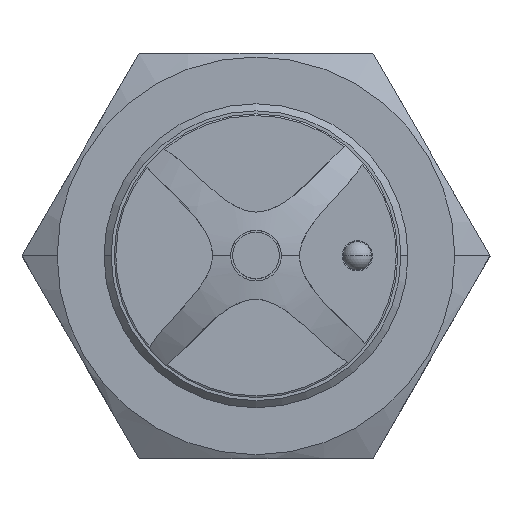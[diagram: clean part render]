
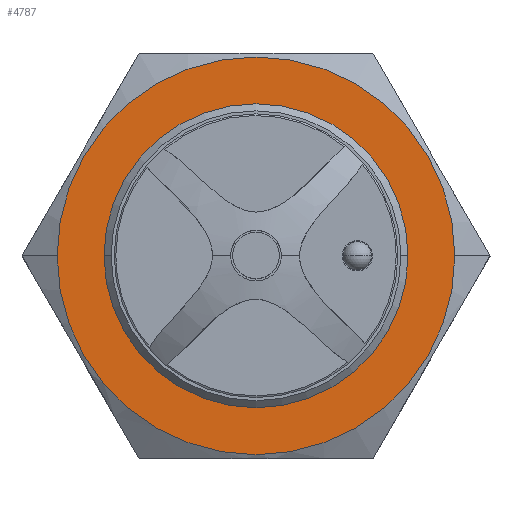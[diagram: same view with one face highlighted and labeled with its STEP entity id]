
A CAD part, top view. The second image highlights one B-rep face of the part: STEP entity #4787.
In plain terms, the highlighted planar face has unit normal (0, 0, 1).
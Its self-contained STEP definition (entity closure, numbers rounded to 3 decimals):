
#1124 = AXIS2_PLACEMENT_3D ( 'NONE', #5338, #32257, #16218 ) ;
#1490 = CARTESIAN_POINT ( 'NONE',  ( 19.625, 0., 28.362 ) ) ;
#2023 = DIRECTION ( 'NONE',  ( 0., 0., 1. ) ) ;
#2343 = EDGE_CURVE ( 'NONE', #2514, #14477, #9639, .T. ) ;
#2514 = VERTEX_POINT ( 'NONE', #1490 ) ;
#3027 = ORIENTED_EDGE ( 'NONE', *, *, #28133, .T. ) ;
#4681 = DIRECTION ( 'NONE',  ( 1., 0., 0. ) ) ;
#4787 = ADVANCED_FACE ( 'NONE', ( #25379, #18232 ), #7156, .T. ) ;
#5338 = CARTESIAN_POINT ( 'NONE',  ( 0., 0., 28.362 ) ) ;
#5812 = CARTESIAN_POINT ( 'NONE',  ( 13.706, 0., 28.362 ) ) ;
#7156 = PLANE ( 'NONE',  #21385 ) ;
#8505 = CIRCLE ( 'NONE', #1124, 13.706 ) ;
#8667 = VERTEX_POINT ( 'NONE', #25102 ) ;
#9112 = AXIS2_PLACEMENT_3D ( 'NONE', #13146, #26960, #10928 ) ;
#9124 = CARTESIAN_POINT ( 'NONE',  ( -19.625, 0., 28.362 ) ) ;
#9639 = CIRCLE ( 'NONE', #19084, 19.625 ) ;
#9863 = CARTESIAN_POINT ( 'NONE',  ( 11.547, -20., 28.362 ) ) ;
#10058 = ORIENTED_EDGE ( 'NONE', *, *, #2343, .F. ) ;
#10531 = EDGE_LOOP ( 'NONE', ( #24706, #10058 ) ) ;
#10928 = DIRECTION ( 'NONE',  ( -1., 0., 0. ) ) ;
#11688 = CARTESIAN_POINT ( 'NONE',  ( 0., 0., 28.362 ) ) ;
#13146 = CARTESIAN_POINT ( 'NONE',  ( 0., 0., 28.362 ) ) ;
#14477 = VERTEX_POINT ( 'NONE', #9124 ) ;
#16218 = DIRECTION ( 'NONE',  ( 1., 0., 0. ) ) ;
#17248 = DIRECTION ( 'NONE',  ( 1., 0., 0. ) ) ;
#18232 = FACE_OUTER_BOUND ( 'NONE', #10531, .T. ) ;
#19084 = AXIS2_PLACEMENT_3D ( 'NONE', #11688, #19137, #30393 ) ;
#19137 = DIRECTION ( 'NONE',  ( 0., 0., -1. ) ) ;
#19351 = CARTESIAN_POINT ( 'NONE',  ( 0., 0., 28.362 ) ) ;
#20143 = CIRCLE ( 'NONE', #9112, 19.625 ) ;
#21385 = AXIS2_PLACEMENT_3D ( 'NONE', #9863, #2023, #4681 ) ;
#23461 = VERTEX_POINT ( 'NONE', #5812 ) ;
#24706 = ORIENTED_EDGE ( 'NONE', *, *, #25949, .F. ) ;
#25102 = CARTESIAN_POINT ( 'NONE',  ( -13.706, 0., 28.362 ) ) ;
#25379 = FACE_BOUND ( 'NONE', #32481, .T. ) ;
#25467 = DIRECTION ( 'NONE',  ( 0., 0., -1. ) ) ;
#25949 = EDGE_CURVE ( 'NONE', #14477, #2514, #20143, .T. ) ;
#26672 = ORIENTED_EDGE ( 'NONE', *, *, #28004, .T. ) ;
#26960 = DIRECTION ( 'NONE',  ( 0., 0., -1. ) ) ;
#28004 = EDGE_CURVE ( 'NONE', #8667, #23461, #8505, .T. ) ;
#28133 = EDGE_CURVE ( 'NONE', #23461, #8667, #33219, .T. ) ;
#30393 = DIRECTION ( 'NONE',  ( -1., 0., 0. ) ) ;
#32257 = DIRECTION ( 'NONE',  ( 0., 0., -1. ) ) ;
#32481 = EDGE_LOOP ( 'NONE', ( #3027, #26672 ) ) ;
#33219 = CIRCLE ( 'NONE', #33434, 13.706 ) ;
#33434 = AXIS2_PLACEMENT_3D ( 'NONE', #19351, #25467, #17248 ) ;
